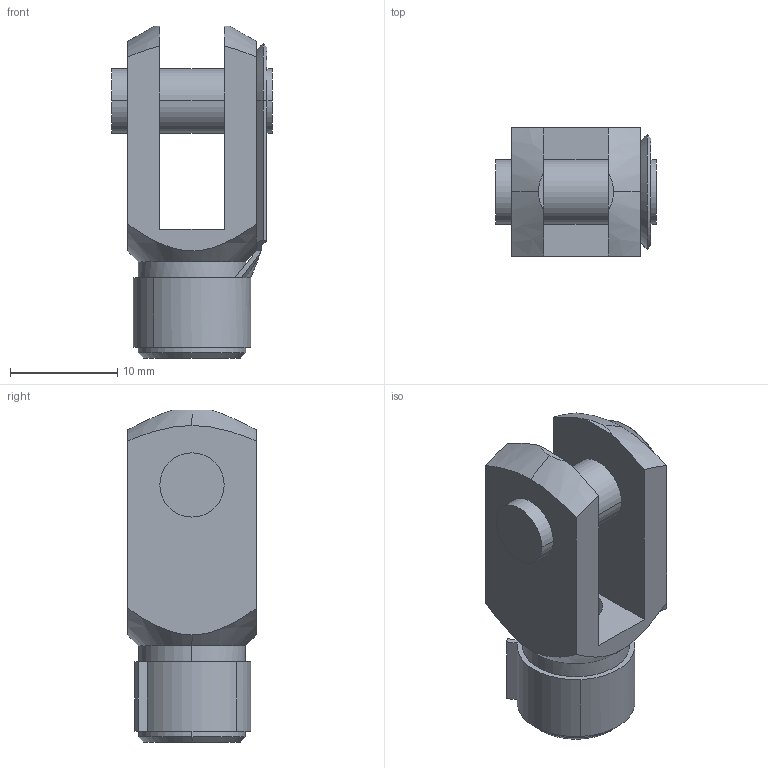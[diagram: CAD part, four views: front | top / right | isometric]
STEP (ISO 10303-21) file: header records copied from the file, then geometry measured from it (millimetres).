
FILE_DESCRIPTION((''),'2;1');
FILE_NAME('1200_12_04-1.stp','2003-04-18T09:13:28',('maffial1'),(''),'Autodesk Inventor (R) 6.0','Autodesk Inventor (R) 6.0','');
FILE_SCHEMA(('AUTOMOTIVE_DESIGN { 1 0 10303 214 1 1 1 1 }'));
Length unit declared in the file: millimetre
Products named in the file (1): 1200_12_04-1
Bounding box: 15 x 12 x 31 mm (x, y, z)
Volume: 2541.9 mm3; surface area: 2164.3 mm2
Topology: 1 solids, 1 shells, 66 faces, 170 edges, 106 vertices
Faces by surface type: plane 35, cylinder 13, cone 11, bspline 7
Entity records: 2096 total; most frequent: CARTESIAN_POINT 503, ORIENTED_EDGE 340, DIRECTION 319, EDGE_CURVE 170, AXIS2_PLACEMENT_3D 110, VERTEX_POINT 106, VECTOR 99, LINE 99
